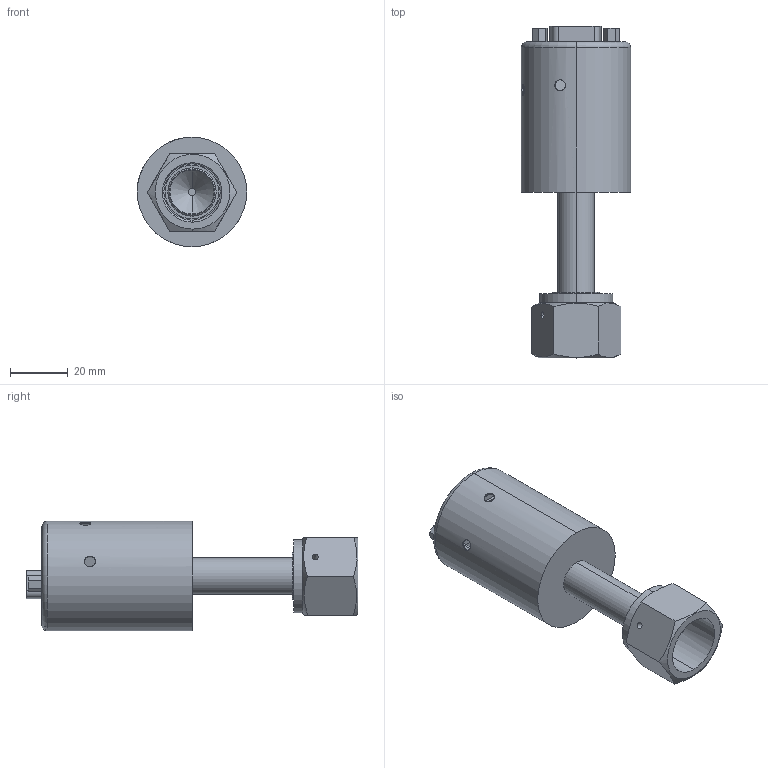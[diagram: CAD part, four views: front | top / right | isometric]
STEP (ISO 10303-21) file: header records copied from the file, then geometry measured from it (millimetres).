
FILE_DESCRIPTION (( 'STEP AP214' ), '1' );
FILE_NAME ('CMCA-9PIN-8VCRF.STEP', '2022-12-14T17:33:49', ( '' ), ( '' ), 'SwSTEP 2.0', 'SolidWorks 2020', '' );
FILE_SCHEMA (( 'AUTOMOTIVE_DESIGN' ));
Length unit declared in the file: inch
Products named in the file (1): CMCA-9PIN-8VCRF
Bounding box: 38.1 x 115.42 x 38.1 mm (x, y, z)
Volume: 19866 mm3; surface area: 25083.5 mm2
Topology: 2 solids, 4 shells, 232 faces, 542 edges, 351 vertices
Faces by surface type: cylinder 114, plane 90, cone 20, torus 8
Entity records: 7322 total; most frequent: CARTESIAN_POINT 1819, DIRECTION 1200, ORIENTED_EDGE 1068, EDGE_CURVE 534, AXIS2_PLACEMENT_3D 478, VERTEX_POINT 349, EDGE_LOOP 287, CIRCLE 245
